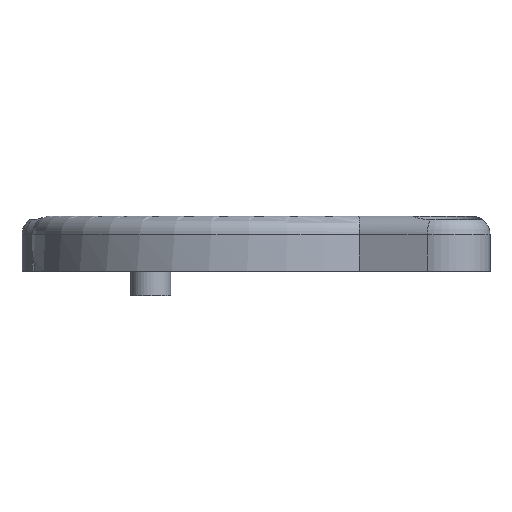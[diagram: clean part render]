
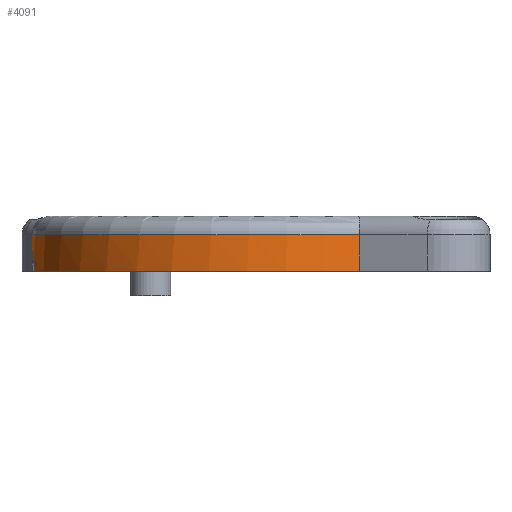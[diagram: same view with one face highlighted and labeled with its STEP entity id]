
A CAD part, left-side view. The second image highlights one B-rep face of the part: STEP entity #4091.
In plain terms, the highlighted cylindrical face has radius 18.25 mm (diameter 36.5 mm), a partial arc.
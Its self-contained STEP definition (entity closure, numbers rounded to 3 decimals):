
#54=CIRCLE('',#4270,18.25);
#57=CIRCLE('',#4277,18.25);
#112=CYLINDRICAL_SURFACE('',#4276,18.25);
#170=B_SPLINE_CURVE_WITH_KNOTS('',3,(#7175,#7176,#7177,#7178,#7179,#7180,
#7181,#7182,#7183,#7184),.UNSPECIFIED.,.F.,.F.,(4,2,2,2,4),(0.,0.108,
0.217,0.277,0.337),.UNSPECIFIED.);
#620=FACE_OUTER_BOUND('',#869,.T.);
#869=EDGE_LOOP('',(#3550,#3551,#3552,#3553,#3554));
#1172=LINE('',#7202,#1507);
#1209=LINE('',#7404,#1544);
#1507=VECTOR('',#4754,10.);
#1544=VECTOR('',#4899,10.);
#1890=VERTEX_POINT('',#7155);
#1891=VERTEX_POINT('',#7174);
#1892=VERTEX_POINT('',#7201);
#1923=VERTEX_POINT('',#7342);
#1927=VERTEX_POINT('',#7403);
#2416=EDGE_CURVE('',#1891,#1890,#170,.T.);
#2420=EDGE_CURVE('',#1891,#1892,#1172,.T.);
#2482=EDGE_CURVE('',#1892,#1923,#54,.T.);
#2486=EDGE_CURVE('',#1927,#1923,#1209,.T.);
#2489=EDGE_CURVE('',#1890,#1927,#57,.T.);
#3550=ORIENTED_EDGE('',*,*,#2416,.T.);
#3551=ORIENTED_EDGE('',*,*,#2489,.T.);
#3552=ORIENTED_EDGE('',*,*,#2486,.T.);
#3553=ORIENTED_EDGE('',*,*,#2482,.F.);
#3554=ORIENTED_EDGE('',*,*,#2420,.F.);
#4091=ADVANCED_FACE('',(#620),#112,.T.);
#4270=AXIS2_PLACEMENT_3D('',#7395,#4886,#4887);
#4276=AXIS2_PLACEMENT_3D('',#7408,#4902,#4903);
#4277=AXIS2_PLACEMENT_3D('',#7409,#4904,#4905);
#4754=DIRECTION('',(0.,0.,1.));
#4886=DIRECTION('center_axis',(0.,0.,1.));
#4887=DIRECTION('ref_axis',(-0.855,0.518,0.));
#4899=DIRECTION('',(0.,0.,1.));
#4902=DIRECTION('center_axis',(0.,0.,1.));
#4903=DIRECTION('ref_axis',(0.,1.,0.));
#4904=DIRECTION('center_axis',(0.,0.,1.));
#4905=DIRECTION('ref_axis',(0.,1.,0.));
#7155=CARTESIAN_POINT('',(-2.601,18.064,-21.65));
#7174=CARTESIAN_POINT('',(0.,18.25,-19.855));
#7175=CARTESIAN_POINT('Ctrl Pts',(0.,18.25,-19.855));
#7176=CARTESIAN_POINT('Ctrl Pts',(-0.359,18.25,-19.857));
#7177=CARTESIAN_POINT('Ctrl Pts',(-0.713,18.239,-19.928));
#7178=CARTESIAN_POINT('Ctrl Pts',(-1.381,18.201,-20.201));
#7179=CARTESIAN_POINT('Ctrl Pts',(-1.687,18.174,-20.403));
#7180=CARTESIAN_POINT('Ctrl Pts',(-2.089,18.131,-20.796));
#7181=CARTESIAN_POINT('Ctrl Pts',(-2.216,18.115,-20.951));
#7182=CARTESIAN_POINT('Ctrl Pts',(-2.437,18.087,-21.285));
#7183=CARTESIAN_POINT('Ctrl Pts',(-2.529,18.074,-21.463));
#7184=CARTESIAN_POINT('Ctrl Pts',(-2.601,18.064,-21.65));
#7201=CARTESIAN_POINT('',(0.,18.25,-18.65));
#7202=CARTESIAN_POINT('',(0.,18.25,-21.65));
#7342=CARTESIAN_POINT('',(-16.181,-8.441,-18.65));
#7395=CARTESIAN_POINT('Origin',(0.,0.,-18.65));
#7403=CARTESIAN_POINT('',(-16.181,-8.441,-21.65));
#7404=CARTESIAN_POINT('',(-16.181,-8.441,-21.65));
#7408=CARTESIAN_POINT('Origin',(0.,0.,-21.65));
#7409=CARTESIAN_POINT('Origin',(0.,0.,-21.65));
